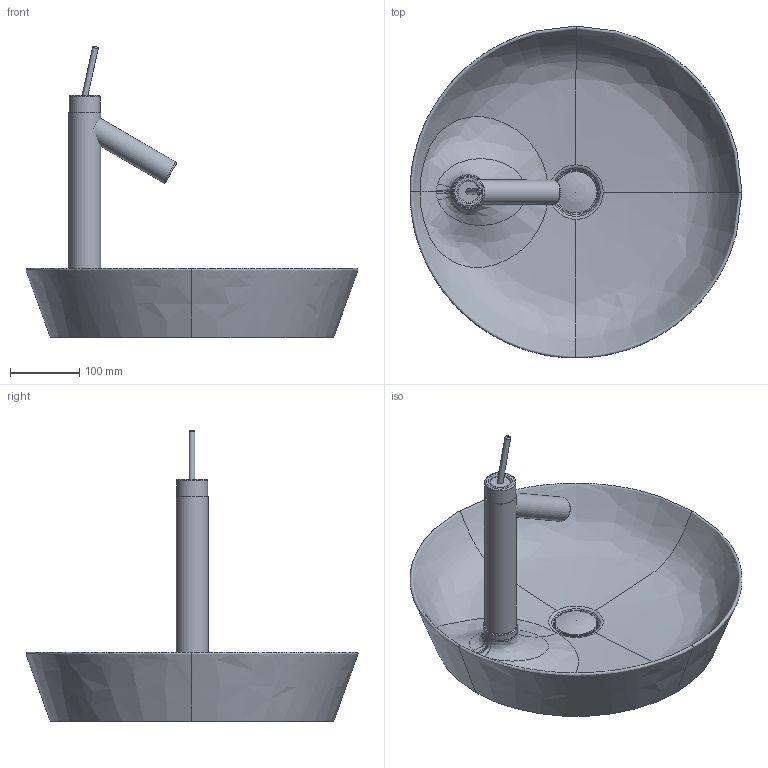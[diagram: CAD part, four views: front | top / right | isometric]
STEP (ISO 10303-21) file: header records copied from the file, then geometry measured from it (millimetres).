
FILE_DESCRIPTION((''),'2;1');
FILE_NAME('232848.stp','2015-05-20T20:12:53',('Administrator'),(''),'Autodesk Inventor 2011','Autodesk Inventor 2011','');
FILE_SCHEMA(('CONFIG_CONTROL_DESIGN'));
Length unit declared in the file: millimetre
Products named in the file (9): 232848; WT Armatur Starck 1 lang; Gehäuse lang; Griff; Ausguss; Neoperl; Kelch kurz; Stopfen kurz
Assembly tree (8 placements, depth 3):
  232848
    232848
    WT Armatur Starck 1 lang
      Gehäuse lang
      Griff
      Ausguss
      Neoperl
    Kelch kurz
    Stopfen kurz
Bounding box: 479.97 x 479.98 x 420.97 mm (x, y, z)
Volume: 4115013.1 mm3; surface area: 613450.3 mm2
Topology: 7 solids, 7 shells, 221 faces, 552 edges, 346 vertices
Faces by surface type: bspline 87, cylinder 69, plane 43, cone 10, torus 10, sphere 2
Full cylindrical faces by diameter (mm): 1.375 x8, 1.525 x20, 1.605 x14, 8.34 x1, 14 x6, 20 x1, 29.337 x1, 30.301 x1, 35 x2, 42 x1, 44 x1, 45 x1, 46 x2, 50 x1, 60 x1
Entity records: 29032 total; most frequent: CARTESIAN_POINT 23892, ORIENTED_EDGE 936, DIRECTION 890, EDGE_CURVE 468, AXIS2_PLACEMENT_3D 410, EDGE_LOOP 385, VERTEX_POINT 335, CIRCLE 237
